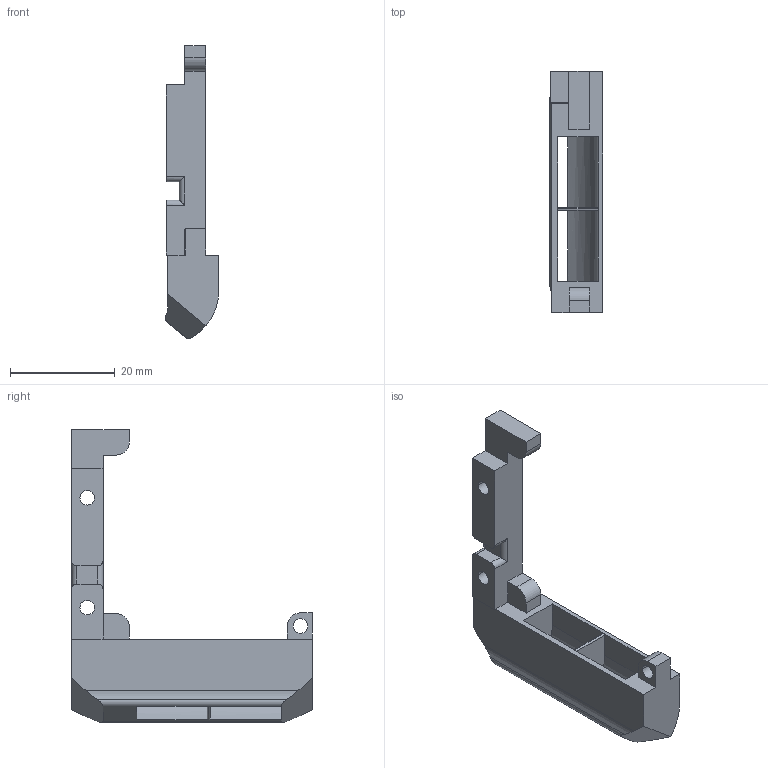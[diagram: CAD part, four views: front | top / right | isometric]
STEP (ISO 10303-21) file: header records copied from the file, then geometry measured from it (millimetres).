
FILE_DESCRIPTION(('CATIA V5 STEP Exchange'),'2;1');
FILE_NAME('HYPERCUBE-EVO-0009_NGEN_V2_40L.stp','2020-05-20T17:10:50+00:00',('none'),('none'),'CATIA Version 5 Release 21 GA (IN-10)','CATIA V5 STEP AP203','none');
FILE_SCHEMA(('CONFIG_CONTROL_DESIGN'));
Length unit declared in the file: millimetre
Products named in the file (1): HYPERCUBE-EVO-0009_NGEN_V2_40L
Bounding box: 10.16 x 46 x 55.91 mm (x, y, z)
Volume: 4910.8 mm3; surface area: 4730.9 mm2
Topology: 1 solids, 1 shells, 67 faces, 199 edges, 130 vertices
Faces by surface type: plane 38, cylinder 29
Entity records: 2274 total; most frequent: CARTESIAN_POINT 506, ORIENTED_EDGE 398, DIRECTION 287, EDGE_CURVE 199, VECTOR 141, LINE 141, VERTEX_POINT 130, AXIS2_PLACEMENT_3D 92
